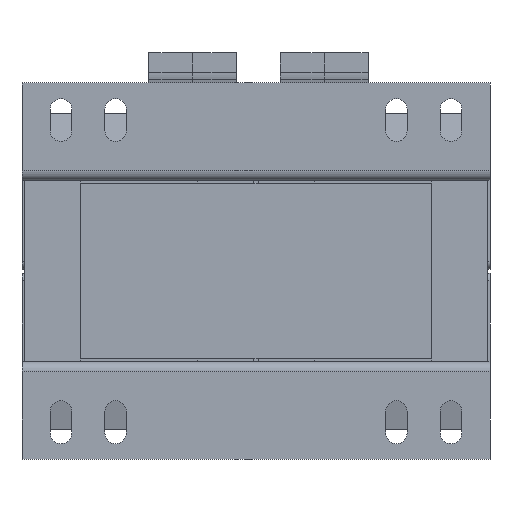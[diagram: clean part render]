
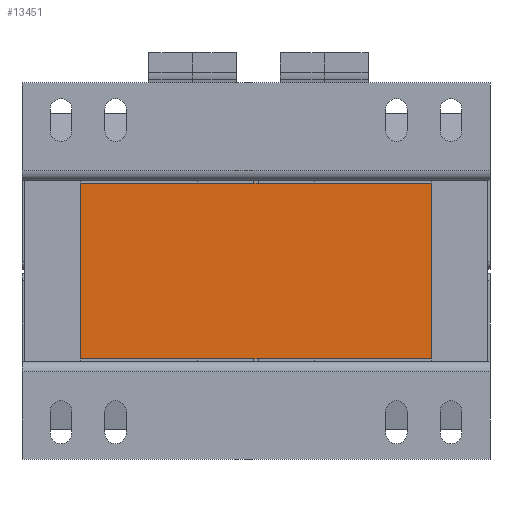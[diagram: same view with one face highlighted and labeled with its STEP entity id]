
A CAD part, front view. The second image highlights one B-rep face of the part: STEP entity #13451.
In plain terms, the highlighted planar face has unit normal (0, -1, 0).
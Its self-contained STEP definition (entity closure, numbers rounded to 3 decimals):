
#87 = VECTOR ( 'NONE', #10896, 1000. ) ;
#569 = CARTESIAN_POINT ( 'NONE',  ( 90., -150., 45. ) ) ;
#795 = DIRECTION ( 'NONE',  ( 0., 0., 1. ) ) ;
#951 = DIRECTION ( 'NONE',  ( 1., 0., 0. ) ) ;
#987 = LINE ( 'NONE', #10238, #7326 ) ;
#1881 = CARTESIAN_POINT ( 'NONE',  ( 90., -150., -45. ) ) ;
#1885 = VECTOR ( 'NONE', #19919, 1000. ) ;
#2378 = LINE ( 'NONE', #18350, #1885 ) ;
#2768 = CARTESIAN_POINT ( 'NONE',  ( -90., -150., -45. ) ) ;
#3273 = EDGE_LOOP ( 'NONE', ( #16036, #12576, #14660, #10832 ) ) ;
#3792 = AXIS2_PLACEMENT_3D ( 'NONE', #19523, #10149, #795 ) ;
#6718 = VERTEX_POINT ( 'NONE', #2768 ) ;
#7326 = VECTOR ( 'NONE', #951, 1000. ) ;
#7715 = CARTESIAN_POINT ( 'NONE',  ( 90., -150., 45. ) ) ;
#7899 = LINE ( 'NONE', #20271, #87 ) ;
#8988 = EDGE_CURVE ( 'NONE', #13962, #15132, #12209, .T. ) ;
#10149 = DIRECTION ( 'NONE',  ( 0., 1., 0. ) ) ;
#10238 = CARTESIAN_POINT ( 'NONE',  ( 90., -150., -45. ) ) ;
#10832 = ORIENTED_EDGE ( 'NONE', *, *, #15820, .T. ) ;
#10896 = DIRECTION ( 'NONE',  ( 1., 0., 0. ) ) ;
#11711 = EDGE_CURVE ( 'NONE', #19792, #13962, #7899, .T. ) ;
#11925 = CARTESIAN_POINT ( 'NONE',  ( -90., -150., 45. ) ) ;
#12209 = LINE ( 'NONE', #7715, #17323 ) ;
#12576 = ORIENTED_EDGE ( 'NONE', *, *, #8988, .F. ) ;
#13161 = PLANE ( 'NONE',  #3792 ) ;
#13451 = ADVANCED_FACE ( 'NONE', ( #16680 ), #13161, .F. ) ;
#13962 = VERTEX_POINT ( 'NONE', #569 ) ;
#14660 = ORIENTED_EDGE ( 'NONE', *, *, #11711, .F. ) ;
#14746 = EDGE_CURVE ( 'NONE', #6718, #15132, #987, .T. ) ;
#15132 = VERTEX_POINT ( 'NONE', #1881 ) ;
#15820 = EDGE_CURVE ( 'NONE', #19792, #6718, #2378, .T. ) ;
#16036 = ORIENTED_EDGE ( 'NONE', *, *, #14746, .T. ) ;
#16680 = FACE_OUTER_BOUND ( 'NONE', #3273, .T. ) ;
#17323 = VECTOR ( 'NONE', #18672, 1000. ) ;
#18350 = CARTESIAN_POINT ( 'NONE',  ( -90., -150., 45. ) ) ;
#18672 = DIRECTION ( 'NONE',  ( 0., 0., -1. ) ) ;
#19523 = CARTESIAN_POINT ( 'NONE',  ( 90., -150., 45. ) ) ;
#19792 = VERTEX_POINT ( 'NONE', #11925 ) ;
#19919 = DIRECTION ( 'NONE',  ( 0., 0., -1. ) ) ;
#20271 = CARTESIAN_POINT ( 'NONE',  ( 90., -150., 45. ) ) ;
